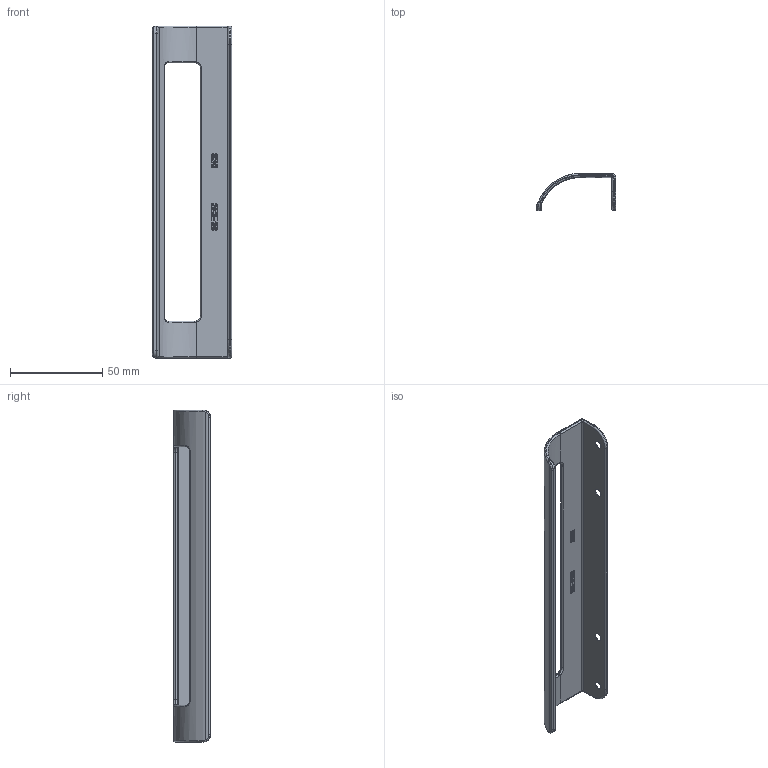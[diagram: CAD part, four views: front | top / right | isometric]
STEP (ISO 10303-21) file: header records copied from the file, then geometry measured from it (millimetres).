
FILE_DESCRIPTION(('Creo Elements/Direct Modeling STEP Export'),'2;1');
FILE_NAME('2646-180.stp','2024-03-14T 8:51:11',(''),(''),'Creo Elements/Direct Modeling STEP processor for AP214 (Solid Model)','Creo Elements/Direct Modeling 20.0 12-Nov-2016 (C) Parametric Technology GmbH','');
FILE_SCHEMA(('AUTOMOTIVE_DESIGN { 1 0 10303 214 1 1 1 1 }'));
Length unit declared in the file: millimetre
Products named in the file (1): ZN-12302
Bounding box: 43 x 20 x 180 mm (x, y, z)
Volume: 18527.2 mm3; surface area: 19647.9 mm2
Topology: 1 solids, 1 shells, 689 faces, 1953 edges, 1286 vertices
Faces by surface type: plane 603, cylinder 38, torus 22, bspline 18, cone 8
Entity records: 24969 total; most frequent: CARTESIAN_POINT 7303, ORIENTED_EDGE 3906, DIRECTION 3279, EDGE_CURVE 1953, VECTOR 1775, LINE 1775, VERTEX_POINT 1286, AXIS2_PLACEMENT_3D 752
